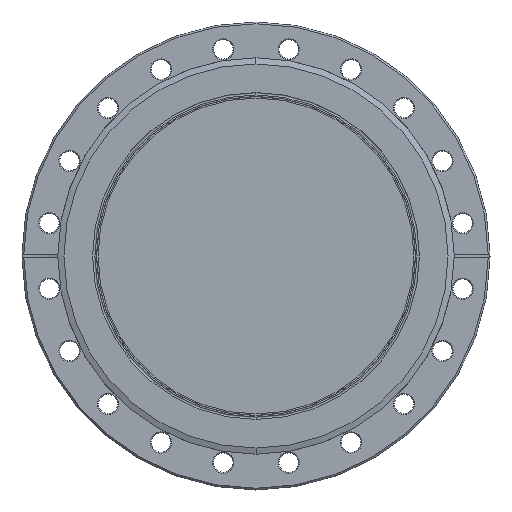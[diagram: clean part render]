
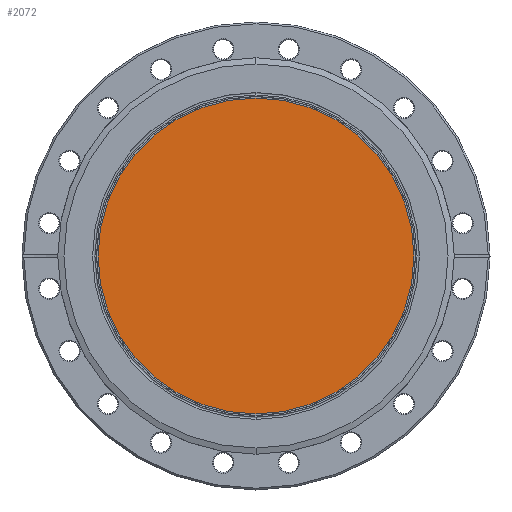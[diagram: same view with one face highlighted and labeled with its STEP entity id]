
A CAD part, left-side view. The second image highlights one B-rep face of the part: STEP entity #2072.
In plain terms, the highlighted face is planar.
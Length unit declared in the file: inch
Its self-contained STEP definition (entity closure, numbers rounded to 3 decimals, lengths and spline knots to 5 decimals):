
#39 = DIRECTION ( 'NONE',  ( 1., 0., 0. ) ) ;
#40 = DIRECTION ( 'NONE',  ( 0., 0., -1. ) ) ;
#41 = CARTESIAN_POINT ( 'NONE',  ( 0., 0., 0. ) ) ;
#42 = AXIS2_PLACEMENT_3D ( 'NONE', #41, #40, #39 ) ;
#43 = CIRCLE ( 'NONE', #42, 3.12 ) ;
#1110 = VERTEX_POINT ( 'NONE', #3166 ) ;
#1122 = VERTEX_POINT ( 'NONE', #3153 ) ;
#1126 = EDGE_CURVE ( 'NONE', #1110, #1122, #3148, .T. ) ;
#2072 = ADVANCED_FACE ( 'NONE', ( #4781 ), #4780, .F. ) ;
#2075 = EDGE_LOOP ( 'NONE', ( #2702, #2704 ) ) ;
#2702 = ORIENTED_EDGE ( 'NONE', *, *, #2703, .T. ) ;
#2703 = EDGE_CURVE ( 'NONE', #1122, #1110, #43, .T. ) ;
#2704 = ORIENTED_EDGE ( 'NONE', *, *, #1126, .T. ) ;
#3147 = AXIS2_PLACEMENT_3D ( 'NONE', #3210, #3209, #3208 ) ;
#3148 = CIRCLE ( 'NONE', #3147, 3.12 ) ;
#3153 = CARTESIAN_POINT ( 'NONE',  ( 3.12, 0., 0. ) ) ;
#3166 = CARTESIAN_POINT ( 'NONE',  ( -3.12, 0., 0. ) ) ;
#3208 = DIRECTION ( 'NONE',  ( 1., 0., 0. ) ) ;
#3209 = DIRECTION ( 'NONE',  ( 0., 0., -1. ) ) ;
#3210 = CARTESIAN_POINT ( 'NONE',  ( 0., 0., 0. ) ) ;
#4774 = DIRECTION ( 'NONE',  ( 1., 0., 0. ) ) ;
#4775 = DIRECTION ( 'NONE',  ( 0., 0., 1. ) ) ;
#4776 = AXIS2_PLACEMENT_3D ( 'NONE', #4779, #4775, #4774 ) ;
#4779 = CARTESIAN_POINT ( 'NONE',  ( 0., 0., 0. ) ) ;
#4780 = PLANE ( 'NONE',  #4776 ) ;
#4781 = FACE_OUTER_BOUND ( 'NONE', #2075, .T. ) ;
